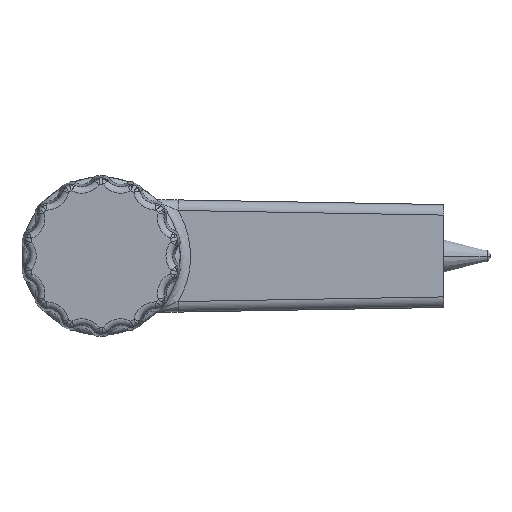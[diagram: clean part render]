
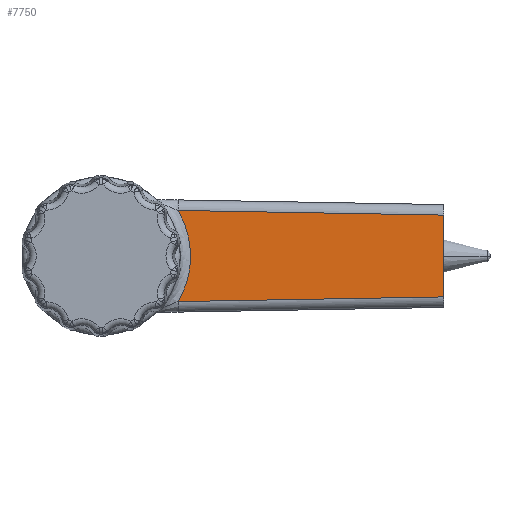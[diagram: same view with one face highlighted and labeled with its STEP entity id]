
A CAD part, left-side view. The second image highlights one B-rep face of the part: STEP entity #7750.
In plain terms, the highlighted face is planar.
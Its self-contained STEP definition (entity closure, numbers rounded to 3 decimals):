
#7220=CARTESIAN_POINT('',(-26.,0.,8.));
#7230=DIRECTION('',(0.017,-0.,1.));
#7240=DIRECTION('',(1.,0.,-0.017));
#7250=AXIS2_PLACEMENT_3D('',#7220,#7230,#7240);
#7260=PLANE('',#7250);
#7270=CARTESIAN_POINT('',(-26.,0.,8.));
#7280=DIRECTION('',(0.,-1.,0.));
#7290=VECTOR('',#7280,1.);
#7300=LINE('',#7270,#7290);
#7310=CARTESIAN_POINT('',(-26.,3.103,8.));
#7320=VERTEX_POINT('',#7310);
#7330=CARTESIAN_POINT('',(-26.,-3.103,8.));
#7340=VERTEX_POINT('',#7330);
#7350=EDGE_CURVE('',#7320,#7340,#7300,.T.);
#7360=ORIENTED_EDGE('',*,*,#7350,.F.);
#7370=CARTESIAN_POINT('',(-4.514,-3.478,
7.625));
#7380=DIRECTION('',(1.,-0.017,
-0.017));
#7390=VECTOR('',#7380,1.);
#7400=LINE('',#7370,#7390);
#7410=CARTESIAN_POINT('',(-5.843,-3.455,
7.648));
#7420=VERTEX_POINT('',#7410);
#7430=EDGE_CURVE('',#7340,#7420,#7400,.T.);
#7440=ORIENTED_EDGE('',*,*,#7430,.F.);
#7450=CARTESIAN_POINT('',(-4.745,4.857,
7.629));
#7460=CARTESIAN_POINT('',(-5.076,4.533,
7.635));
#7470=CARTESIAN_POINT('',(-5.373,4.175,
7.64));
#7480=CARTESIAN_POINT('',(-5.945,3.323,
7.65));
#7490=CARTESIAN_POINT('',(-6.199,2.82,
7.654));
#7500=CARTESIAN_POINT('',(-6.652,1.556,
7.662));
#7510=CARTESIAN_POINT('',(-6.786,0.781,
7.665));
#7520=CARTESIAN_POINT('',(-6.786,0.,
7.665));
#7530=CARTESIAN_POINT('',(-6.786,-0.562,
7.665));
#7540=CARTESIAN_POINT('',(-6.716,-1.121,
7.663));
#7550=CARTESIAN_POINT('',(-6.441,-2.21,
7.659));
#7560=CARTESIAN_POINT('',(-6.237,-2.735,
7.655));
#7570=CARTESIAN_POINT('',(-5.703,-3.724,
7.646));
#7580=CARTESIAN_POINT('',(-5.377,-4.183,
7.64));
#7590=CARTESIAN_POINT('',(-4.915,-4.686,
7.632));
#7600=CARTESIAN_POINT('',(-4.831,-4.773,
7.63));
#7610=CARTESIAN_POINT('',(-4.745,-4.857,
7.629));
#7620=B_SPLINE_CURVE_WITH_KNOTS('',3,(#7450,#7460,#7470,#7480,#7490,
#7500,#7510,#7520,#7530,#7540,#7550,#7560,#7570,#7580,#7590,#7600,#7610)
,.UNSPECIFIED.,.F.,.F.,(4,2,2,3,2,2,2,4),(35.082,
36.389,37.971,40.171,41.753,
43.334,44.916,45.257),.UNSPECIFIED.);
#7630=CARTESIAN_POINT('',(-5.843,3.455,
7.648));
#7640=VERTEX_POINT('',#7630);
#7650=EDGE_CURVE('',#7640,#7420,#7620,.T.);
#7660=ORIENTED_EDGE('',*,*,#7650,.T.);
#7670=CARTESIAN_POINT('',(-4.514,3.478,
7.625));
#7680=DIRECTION('',(1.,0.017,
-0.017));
#7690=VECTOR('',#7680,1.);
#7700=LINE('',#7670,#7690);
#7710=EDGE_CURVE('',#7320,#7640,#7700,.T.);
#7720=ORIENTED_EDGE('',*,*,#7710,.T.);
#7730=EDGE_LOOP('',(#7720,#7660,#7440,#7360));
#7740=FACE_OUTER_BOUND('',#7730,.T.);
#7750=ADVANCED_FACE('',(#7740),#7260,.F.);
